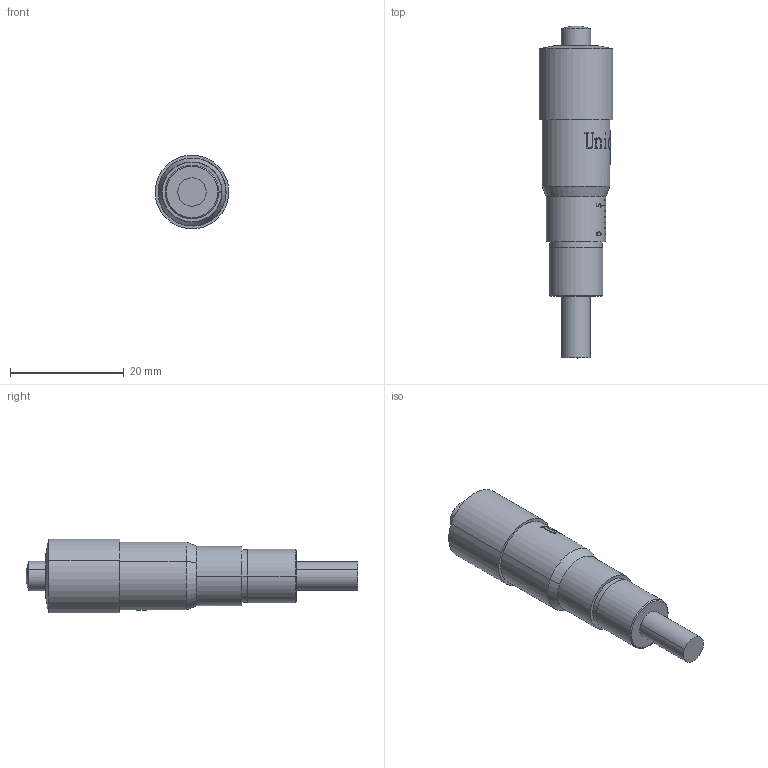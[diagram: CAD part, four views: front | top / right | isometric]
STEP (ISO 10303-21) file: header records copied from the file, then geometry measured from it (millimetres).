
FILE_DESCRIPTION (( 'STEP AP214' ), '1' );
FILE_NAME ('07MT13-1.STEP', '2018-01-17T03:32:53', ( '' ), ( '' ), 'SwSTEP 2.0', 'SolidWorks 2016', '' );
FILE_SCHEMA (( 'AUTOMOTIVE_DESIGN' ));
Length unit declared in the file: millimetre
Products named in the file (1): 07MT13-1
Bounding box: 12.96 x 58.5 x 12.96 mm (x, y, z)
Surface area: 3094.1 mm2 (no closed solid volume)
Topology: 0 solids, 5 shells, 129 faces, 742 edges, 600 vertices
Faces by surface type: plane 54, bspline 39, cylinder 28, cone 6, torus 2
Entity records: 14899 total; most frequent: CARTESIAN_POINT 8527, ORIENTED_EDGE 947, DIRECTION 763, EDGE_CURVE 740, VERTEX_POINT 600, B_SPLINE_CURVE_WITH_KNOTS 307, VECTOR 279, LINE 279
